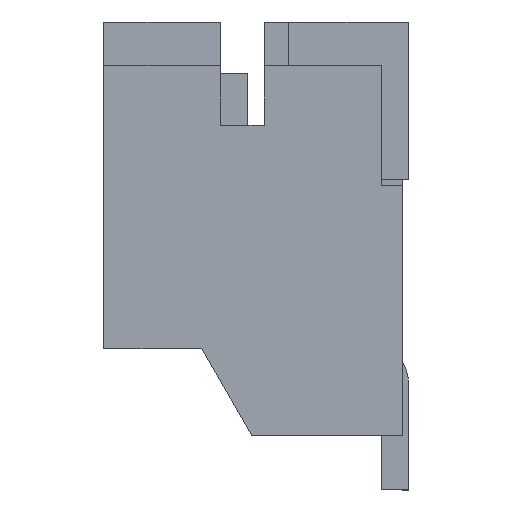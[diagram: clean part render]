
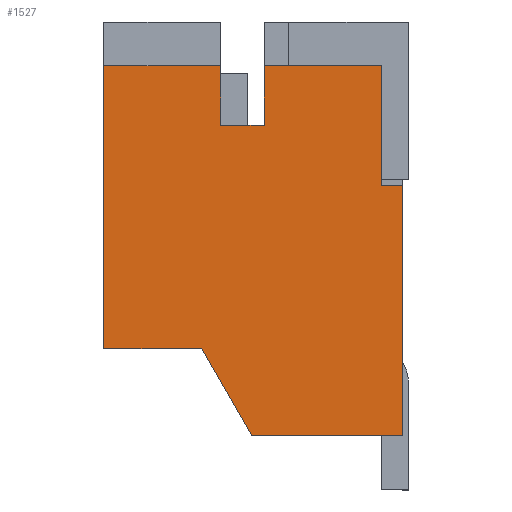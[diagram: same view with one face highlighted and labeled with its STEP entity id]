
A CAD part, left-side view. The second image highlights one B-rep face of the part: STEP entity #1527.
In plain terms, the highlighted planar face has unit normal (-1, 0, 0).
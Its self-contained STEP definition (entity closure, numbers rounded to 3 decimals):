
#997 = VERTEX_POINT ( 'NONE', #5245 ) ;
#998 = EDGE_CURVE ( 'NONE', #997, #1082, #5244, .T. ) ;
#999 = ORIENTED_EDGE ( 'NONE', *, *, #1000, .T. ) ;
#1000 = EDGE_CURVE ( 'NONE', #997, #1001, #5240, .T. ) ;
#1001 = VERTEX_POINT ( 'NONE', #5236 ) ;
#1002 = ORIENTED_EDGE ( 'NONE', *, *, #1071, .T. ) ;
#1003 = VERTEX_POINT ( 'NONE', #5235 ) ;
#1071 = EDGE_CURVE ( 'NONE', #1001, #1003, #5437, .T. ) ;
#1072 = ORIENTED_EDGE ( 'NONE', *, *, #1073, .T. ) ;
#1073 = EDGE_CURVE ( 'NONE', #1003, #1074, #5433, .T. ) ;
#1074 = VERTEX_POINT ( 'NONE', #5429 ) ;
#1075 = ORIENTED_EDGE ( 'NONE', *, *, #1076, .T. ) ;
#1076 = EDGE_CURVE ( 'NONE', #1074, #1529, #5427, .T. ) ;
#1081 = EDGE_CURVE ( 'NONE', #1083, #1082, #5459, .T. ) ;
#1082 = VERTEX_POINT ( 'NONE', #5455 ) ;
#1083 = VERTEX_POINT ( 'NONE', #5454 ) ;
#1084 = ORIENTED_EDGE ( 'NONE', *, *, #1081, .T. ) ;
#1085 = ORIENTED_EDGE ( 'NONE', *, *, #998, .F. ) ;
#1421 = VERTEX_POINT ( 'NONE', #6176 ) ;
#1423 = EDGE_CURVE ( 'NONE', #1424, #1421, #6175, .T. ) ;
#1424 = VERTEX_POINT ( 'NONE', #6171 ) ;
#1500 = ORIENTED_EDGE ( 'NONE', *, *, #1501, .T. ) ;
#1501 = EDGE_CURVE ( 'NONE', #1529, #1502, #6357, .T. ) ;
#1502 = VERTEX_POINT ( 'NONE', #6353 ) ;
#1503 = ORIENTED_EDGE ( 'NONE', *, *, #1504, .T. ) ;
#1504 = EDGE_CURVE ( 'NONE', #1502, #1424, #6352, .T. ) ;
#1505 = ORIENTED_EDGE ( 'NONE', *, *, #1423, .T. ) ;
#1506 = ORIENTED_EDGE ( 'NONE', *, *, #1507, .T. ) ;
#1507 = EDGE_CURVE ( 'NONE', #1421, #1508, #6348, .T. ) ;
#1508 = VERTEX_POINT ( 'NONE', #6344 ) ;
#1509 = ORIENTED_EDGE ( 'NONE', *, *, #1510, .T. ) ;
#1510 = EDGE_CURVE ( 'NONE', #1508, #1511, #6343, .T. ) ;
#1511 = VERTEX_POINT ( 'NONE', #6339 ) ;
#1512 = ORIENTED_EDGE ( 'NONE', *, *, #1513, .T. ) ;
#1513 = EDGE_CURVE ( 'NONE', #1511, #1083, #6400, .T. ) ;
#1527 = ADVANCED_FACE ( 'NONE', ( #6375 ), #6426, .F. ) ;
#1528 = EDGE_LOOP ( 'NONE', ( #1500, #1503, #1505, #1506, #1509, #1512, #1084, #1085, #999, #1002, #1072, #1075 ) ) ;
#1529 = VERTEX_POINT ( 'NONE', #6421 ) ;
#5235 = CARTESIAN_POINT ( 'NONE',  ( 12.95, 2.776, 9.4 ) ) ;
#5236 = CARTESIAN_POINT ( 'NONE',  ( 12.95, 3.7, 11. ) ) ;
#5237 = DIRECTION ( 'NONE',  ( 0., -1., 0. ) ) ;
#5238 = VECTOR ( 'NONE', #5237, 1000. ) ;
#5239 = CARTESIAN_POINT ( 'NONE',  ( 12.95, 3.7, 11. ) ) ;
#5240 = LINE ( 'NONE', #5239, #5238 ) ;
#5241 = DIRECTION ( 'NONE',  ( 0., 0., 1. ) ) ;
#5242 = VECTOR ( 'NONE', #5241, 1000. ) ;
#5243 = CARTESIAN_POINT ( 'NONE',  ( 12.95, 5.5, 17. ) ) ;
#5244 = LINE ( 'NONE', #5243, #5242 ) ;
#5245 = CARTESIAN_POINT ( 'NONE',  ( 12.95, 5.5, 11. ) ) ;
#5424 = DIRECTION ( 'NONE',  ( 0., 0., 1. ) ) ;
#5425 = VECTOR ( 'NONE', #5424, 1000. ) ;
#5426 = CARTESIAN_POINT ( 'NONE',  ( 12.95, 0., 17. ) ) ;
#5427 = LINE ( 'NONE', #5426, #5425 ) ;
#5429 = CARTESIAN_POINT ( 'NONE',  ( 12.95, 0., 9.4 ) ) ;
#5430 = DIRECTION ( 'NONE',  ( 0., -1., 0. ) ) ;
#5431 = VECTOR ( 'NONE', #5430, 1000. ) ;
#5432 = CARTESIAN_POINT ( 'NONE',  ( 12.95, 5.5, 9.4 ) ) ;
#5433 = LINE ( 'NONE', #5432, #5431 ) ;
#5434 = DIRECTION ( 'NONE',  ( 0., -0.5, -0.866 ) ) ;
#5435 = VECTOR ( 'NONE', #5434, 1000. ) ;
#5436 = CARTESIAN_POINT ( 'NONE',  ( 12.95, 2.776, 9.4 ) ) ;
#5437 = LINE ( 'NONE', #5436, #5435 ) ;
#5454 = CARTESIAN_POINT ( 'NONE',  ( 12.95, 3.35, 16.2 ) ) ;
#5455 = CARTESIAN_POINT ( 'NONE',  ( 12.95, 5.5, 16.2 ) ) ;
#5456 = DIRECTION ( 'NONE',  ( 0., 1., 0. ) ) ;
#5457 = VECTOR ( 'NONE', #5456, 1000. ) ;
#5458 = CARTESIAN_POINT ( 'NONE',  ( 12.95, 0., 16.2 ) ) ;
#5459 = LINE ( 'NONE', #5458, #5457 ) ;
#6171 = CARTESIAN_POINT ( 'NONE',  ( 12.95, 0.4, 16.2 ) ) ;
#6172 = DIRECTION ( 'NONE',  ( 0., 1., 0. ) ) ;
#6173 = VECTOR ( 'NONE', #6172, 1000. ) ;
#6174 = CARTESIAN_POINT ( 'NONE',  ( 12.95, 0., 16.2 ) ) ;
#6175 = LINE ( 'NONE', #6174, #6173 ) ;
#6176 = CARTESIAN_POINT ( 'NONE',  ( 12.95, 2.55, 16.2 ) ) ;
#6339 = CARTESIAN_POINT ( 'NONE',  ( 12.95, 3.35, 15.1 ) ) ;
#6340 = DIRECTION ( 'NONE',  ( 0., 1., 0. ) ) ;
#6341 = VECTOR ( 'NONE', #6340, 1000. ) ;
#6342 = CARTESIAN_POINT ( 'NONE',  ( 12.95, 2.55, 15.1 ) ) ;
#6343 = LINE ( 'NONE', #6342, #6341 ) ;
#6344 = CARTESIAN_POINT ( 'NONE',  ( 12.95, 2.55, 15.1 ) ) ;
#6345 = DIRECTION ( 'NONE',  ( 0., 0., -1. ) ) ;
#6346 = VECTOR ( 'NONE', #6345, 1000. ) ;
#6347 = CARTESIAN_POINT ( 'NONE',  ( 12.95, 2.55, 17. ) ) ;
#6348 = LINE ( 'NONE', #6347, #6346 ) ;
#6349 = DIRECTION ( 'NONE',  ( 0., 0., 1. ) ) ;
#6350 = VECTOR ( 'NONE', #6349, 1000. ) ;
#6351 = CARTESIAN_POINT ( 'NONE',  ( 12.95, 0.4, 17. ) ) ;
#6352 = LINE ( 'NONE', #6351, #6350 ) ;
#6353 = CARTESIAN_POINT ( 'NONE',  ( 12.95, 0.4, 14. ) ) ;
#6354 = DIRECTION ( 'NONE',  ( 0., 1., 0. ) ) ;
#6355 = VECTOR ( 'NONE', #6354, 1000. ) ;
#6356 = CARTESIAN_POINT ( 'NONE',  ( 12.95, 0., 14. ) ) ;
#6357 = LINE ( 'NONE', #6356, #6355 ) ;
#6375 = FACE_OUTER_BOUND ( 'NONE', #1528, .T. ) ;
#6397 = DIRECTION ( 'NONE',  ( 0., 0., 1. ) ) ;
#6398 = VECTOR ( 'NONE', #6397, 1000. ) ;
#6399 = CARTESIAN_POINT ( 'NONE',  ( 12.95, 3.35, 17. ) ) ;
#6400 = LINE ( 'NONE', #6399, #6398 ) ;
#6421 = CARTESIAN_POINT ( 'NONE',  ( 12.95, 0., 14. ) ) ;
#6422 = DIRECTION ( 'NONE',  ( 0., 0., -1. ) ) ;
#6423 = DIRECTION ( 'NONE',  ( 1., 0., 0. ) ) ;
#6424 = CARTESIAN_POINT ( 'NONE',  ( 12.95, 5.5, 17. ) ) ;
#6425 = AXIS2_PLACEMENT_3D ( 'NONE', #6424, #6423, #6422 ) ;
#6426 = PLANE ( 'NONE',  #6425 ) ;
